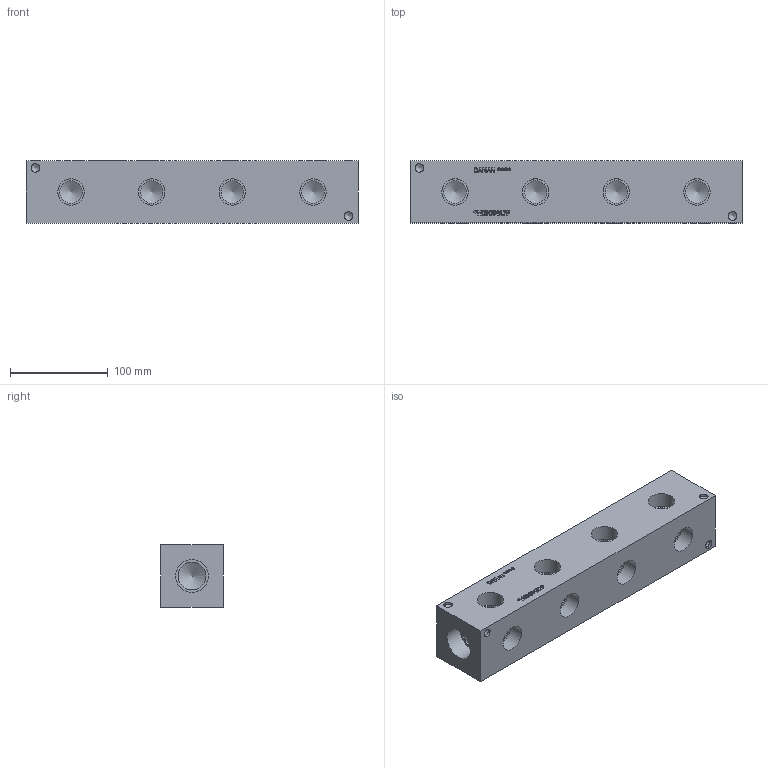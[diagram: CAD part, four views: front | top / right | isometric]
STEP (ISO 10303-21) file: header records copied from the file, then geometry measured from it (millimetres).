
FILE_DESCRIPTION(/* description */ (''),/* implementation_level */ '2;1');
FILE_NAME(/* name */ '_H0900412P.stp',/* time_stamp */ '2022-06-10T09:59:04-04:00',/* author */ ('bobbyh'),/* organization */ (''),/* preprocessor_version */ 'ST-DEVELOPER v18',/* originating_system */ 'Autodesk Inventor 2020',/* authorisation */ '');
FILE_SCHEMA (('AUTOMOTIVE_DESIGN { 1 0 10303 214 3 1 1 }'));
Length unit declared in the file: millimetre
Products named in the file (1): Part_+H0900412P_3D
Bounding box: 339.73 x 63.5 x 63.5 mm (x, y, z)
Volume: 1248787.2 mm3; surface area: 110680.1 mm2
Topology: 1 solids, 1 shells, 358 faces, 978 edges, 660 vertices
Faces by surface type: plane 237, bspline 83, cylinder 24, cone 14
Full cylindrical faces by diameter (mm): 8.738 x4, 23.012 x8, 26.924 x8, 28.575 x2, 33.706 x2
Entity records: 11967 total; most frequent: CARTESIAN_POINT 3062, ORIENTED_EDGE 1928, DIRECTION 1436, EDGE_CURVE 964, LINE 712, VECTOR 712, VERTEX_POINT 660, EDGE_LOOP 410
